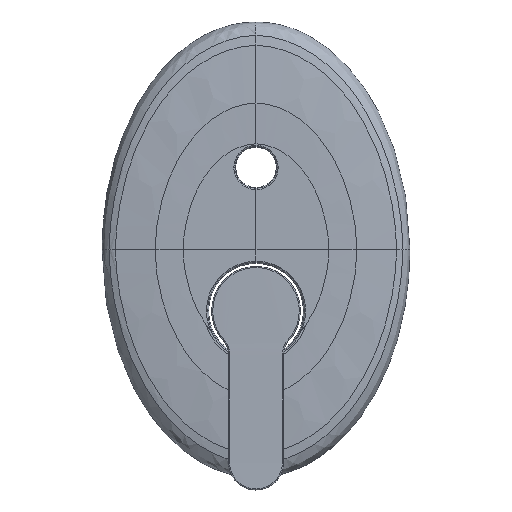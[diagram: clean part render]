
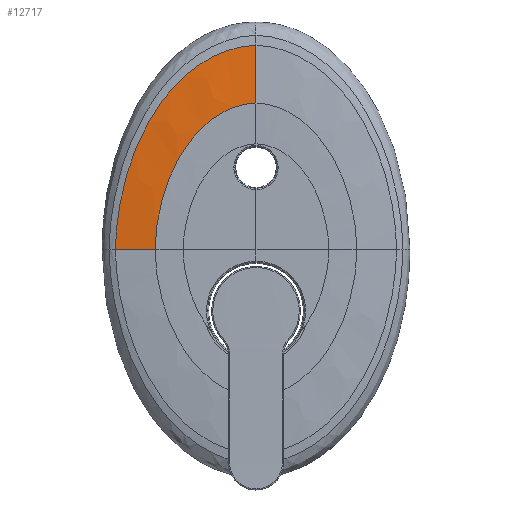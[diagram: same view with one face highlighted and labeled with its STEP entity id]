
A CAD part, top view. The second image highlights one B-rep face of the part: STEP entity #12717.
In plain terms, the highlighted free-form (B-spline) face has degree [3, 3] with [7, 4] control points.
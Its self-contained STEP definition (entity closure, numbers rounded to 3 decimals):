
#8828=CARTESIAN_POINT('',(-66.705,29.,-2.597));
#8830=CARTESIAN_POINT('',(0.,125.979,-1.886));
#8831=CARTESIAN_POINT('',(-8.557,125.668,
-1.945));
#8832=CARTESIAN_POINT('',(-25.667,120.192,
-2.064));
#8833=CARTESIAN_POINT('',(-47.567,98.52,
-2.242));
#8834=CARTESIAN_POINT('',(-62.505,66.546,
-2.42));
#8835=CARTESIAN_POINT('',(-66.399,41.517,
-2.538));
#8836=CARTESIAN_POINT('',(-66.705,29.,-2.597));
#8854=CARTESIAN_POINT('',(-66.705,29.,-2.597));
#8855=CARTESIAN_POINT('',(-60.477,29.,-1.584));
#8856=CARTESIAN_POINT('',(-54.201,29.,-0.865));
#8857=CARTESIAN_POINT('',(-47.904,29.,-0.445));
#8859=CARTESIAN_POINT('',(0.,98.577,0.));
#8860=CARTESIAN_POINT('',(-6.141,98.349,
-0.037));
#8861=CARTESIAN_POINT('',(-18.421,94.413,
-0.111));
#8862=CARTESIAN_POINT('',(-34.141,78.863,
-0.222));
#8863=CARTESIAN_POINT('',(-44.871,55.929,
-0.333));
#8864=CARTESIAN_POINT('',(-47.678,37.978,
-0.408));
#8865=CARTESIAN_POINT('',(-47.904,29.,-0.445));
#8880=CARTESIAN_POINT('',(0.,125.979,-1.886));
#8881=CARTESIAN_POINT('',(0.,116.902,
-0.631));
#8882=CARTESIAN_POINT('',(0.,107.74,0.));
#8883=CARTESIAN_POINT('',(0.,98.577,0.));
#8927=CARTESIAN_POINT('',(0.,125.979,-1.886));
#9251=VERTEX_POINT('',#8927);
#9252=VERTEX_POINT('',#8883);
#9266=VERTEX_POINT('',#8828);
#9267=VERTEX_POINT('',#8857);
#12680=CARTESIAN_POINT('',(1.289,126.279,
-1.915));
#12681=CARTESIAN_POINT('',(1.166,117.021,
-0.619));
#12682=CARTESIAN_POINT('',(1.043,107.672,
0.024));
#12683=CARTESIAN_POINT('',(0.919,98.323,
0.005));
#12684=CARTESIAN_POINT('',(-7.72,126.209,
-1.977));
#12685=CARTESIAN_POINT('',(-6.984,116.951,
-0.702));
#12686=CARTESIAN_POINT('',(-6.245,107.608,
-0.052));
#12687=CARTESIAN_POINT('',(-5.503,98.267,
-0.033));
#12688=CARTESIAN_POINT('',(-25.372,120.811,
-2.097));
#12689=CARTESIAN_POINT('',(-22.954,112.057,
-0.866));
#12690=CARTESIAN_POINT('',(-20.523,103.235,
-0.201));
#12691=CARTESIAN_POINT('',(-18.087,94.413,
-0.106));
#12692=CARTESIAN_POINT('',(-47.701,98.715,
-2.276));
#12693=CARTESIAN_POINT('',(-43.156,92.062,
-1.109));
#12694=CARTESIAN_POINT('',(-38.587,85.364,
-0.421));
#12695=CARTESIAN_POINT('',(-34.007,78.666,
-0.216));
#12696=CARTESIAN_POINT('',(-62.851,66.286,
-2.454));
#12697=CARTESIAN_POINT('',(-56.869,62.726,
-1.351));
#12698=CARTESIAN_POINT('',(-50.85,59.144,
-0.64));
#12699=CARTESIAN_POINT('',(-44.816,55.562,
-0.325));
#12700=CARTESIAN_POINT('',(-66.716,40.692,
-2.573));
#12701=CARTESIAN_POINT('',(-60.376,39.576,
-1.514));
#12702=CARTESIAN_POINT('',(-53.989,38.452,
-0.788));
#12703=CARTESIAN_POINT('',(-47.584,37.329,
-0.399));
#12704=CARTESIAN_POINT('',(-66.917,27.711,
-2.634));
#12705=CARTESIAN_POINT('',(-60.563,27.834,
-1.596));
#12706=CARTESIAN_POINT('',(-54.159,27.958,
-0.862));
#12707=CARTESIAN_POINT('',(-47.735,28.082,
-0.436));
#12708=B_SPLINE_SURFACE_WITH_KNOTS('',3,3,((#12680,#12681,#12682,#12683),
(#12684,#12685,#12686,#12687),(#12688,#12689,#12690,#12691),(#12692,#12693,
#12694,#12695),(#12696,#12697,#12698,#12699),(#12700,#12701,#12702,#12703),(
#12704,#12705,#12706,#12707)),.UNSPECIFIED.,.F.,.F.,.F.,(4,1,1,1,4),(4,4),(
-0.013,0.25,0.5,0.75,1.009),(0.134,
0.384),.UNSPECIFIED.);
#12709=ORIENTED_EDGE('',*,*,#12663,.F.);
#12710=ORIENTED_EDGE('',*,*,#12576,.F.);
#12712=ORIENTED_EDGE('',*,*,#12711,.T.);
#12714=ORIENTED_EDGE('',*,*,#12713,.T.);
#12715=EDGE_LOOP('',(#12709,#12710,#12712,#12714));
#12716=FACE_OUTER_BOUND('',#12715,.F.);
#12717=ADVANCED_FACE('',(#12716),#12708,.T.);
#8837=B_SPLINE_CURVE_WITH_KNOTS('',3,(#8830,#8831,#8832,#8833,#8834,#8835,
#8836),.UNSPECIFIED.,.F.,.F.,(4,1,1,1,4),(0.,0.25,0.5,0.75,1.),
.UNSPECIFIED.);
#8858=B_SPLINE_CURVE_WITH_KNOTS('',3,(#8854,#8855,#8856,#8857),.UNSPECIFIED.,
.F.,.F.,(4,4),(0.,1.),.UNSPECIFIED.);
#8866=B_SPLINE_CURVE_WITH_KNOTS('',3,(#8859,#8860,#8861,#8862,#8863,#8864,
#8865),.UNSPECIFIED.,.F.,.F.,(4,1,1,1,4),(0.,0.25,0.5,0.75,1.),
.UNSPECIFIED.);
#8884=B_SPLINE_CURVE_WITH_KNOTS('',3,(#8880,#8881,#8882,#8883),.UNSPECIFIED.,
.F.,.F.,(4,4),(0.,1.),.UNSPECIFIED.);
#12576=EDGE_CURVE('',#9251,#9266,#8837,.T.);
#12663=EDGE_CURVE('',#9266,#9267,#8858,.T.);
#12711=EDGE_CURVE('',#9251,#9252,#8884,.T.);
#12713=EDGE_CURVE('',#9252,#9267,#8866,.T.);
